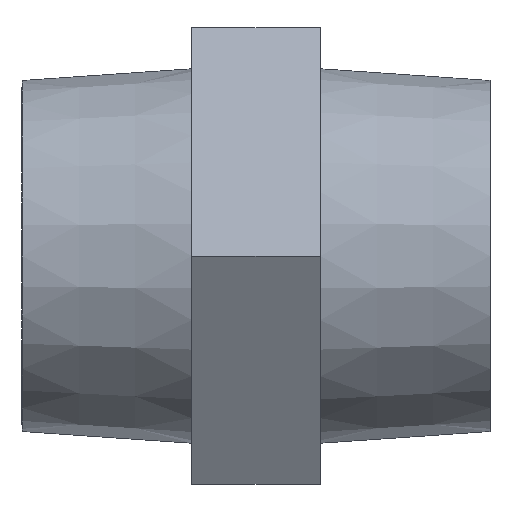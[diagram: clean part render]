
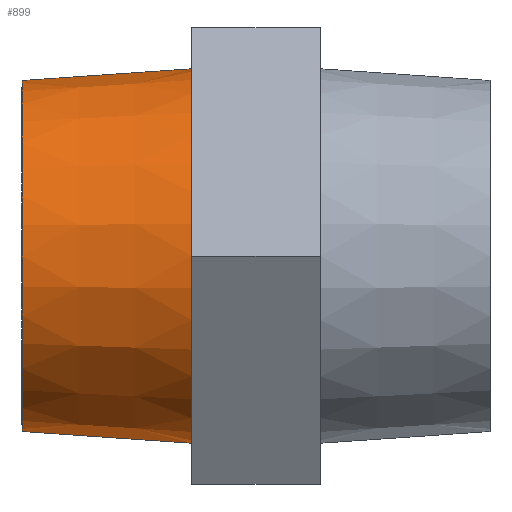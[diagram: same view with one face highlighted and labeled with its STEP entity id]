
A CAD part, left-side view. The second image highlights one B-rep face of the part: STEP entity #899.
In plain terms, the highlighted conical face has half-angle 3.945 degrees and reference radius 16 mm.
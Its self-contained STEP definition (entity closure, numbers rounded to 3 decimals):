
#14 = EDGE_CURVE ( 'NONE', #961, #2878, #2054, .T. ) ;
#234 = VERTEX_POINT ( 'NONE', #2223 ) ;
#235 = EDGE_CURVE ( 'NONE', #961, #874, #2856, .T. ) ;
#277 = EDGE_CURVE ( 'NONE', #2878, #234, #987, .T. ) ;
#453 = EDGE_CURVE ( 'NONE', #874, #234, #3107, .T. ) ;
#522 = CARTESIAN_POINT ( 'NONE',  ( 0., 20., -15. ) ) ;
#540 = DIRECTION ( 'NONE',  ( 0., -1., 0. ) ) ;
#580 = CARTESIAN_POINT ( 'NONE',  ( 0., 5.5, -16. ) ) ;
#589 = ORIENTED_EDGE ( 'NONE', *, *, #235, .T. ) ;
#673 = AXIS2_PLACEMENT_3D ( 'NONE', #3029, #1468, #998 ) ;
#751 = CARTESIAN_POINT ( 'NONE',  ( 0., 20., 0. ) ) ;
#874 = VERTEX_POINT ( 'NONE', #522 ) ;
#899 = ADVANCED_FACE ( 'NONE', ( #1220 ), #910, .T. ) ;
#910 = CONICAL_SURFACE ( 'NONE', #2205, 16., 0.069 ) ;
#961 = VERTEX_POINT ( 'NONE', #1237 ) ;
#986 = EDGE_LOOP ( 'NONE', ( #1690, #589, #1253, #1184 ) ) ;
#987 = CIRCLE ( 'NONE', #673, 16. ) ;
#998 = DIRECTION ( 'NONE',  ( 0., 0., -1. ) ) ;
#1184 = ORIENTED_EDGE ( 'NONE', *, *, #277, .F. ) ;
#1220 = FACE_OUTER_BOUND ( 'NONE', #986, .T. ) ;
#1237 = CARTESIAN_POINT ( 'NONE',  ( 0., 20., 15. ) ) ;
#1245 = AXIS2_PLACEMENT_3D ( 'NONE', #751, #540, #2010 ) ;
#1253 = ORIENTED_EDGE ( 'NONE', *, *, #453, .T. ) ;
#1468 = DIRECTION ( 'NONE',  ( 0., -1., 0. ) ) ;
#1498 = DIRECTION ( 'NONE',  ( 0., -1., 0. ) ) ;
#1545 = DIRECTION ( 'NONE',  ( 0., -0.998, -0.069 ) ) ;
#1670 = VECTOR ( 'NONE', #2598, 1000. ) ;
#1690 = ORIENTED_EDGE ( 'NONE', *, *, #14, .F. ) ;
#2010 = DIRECTION ( 'NONE',  ( 0., 0., -1. ) ) ;
#2054 = LINE ( 'NONE', #2867, #1670 ) ;
#2205 = AXIS2_PLACEMENT_3D ( 'NONE', #2701, #1498, #2985 ) ;
#2223 = CARTESIAN_POINT ( 'NONE',  ( 0., 5.5, -16. ) ) ;
#2326 = VECTOR ( 'NONE', #1545, 1000. ) ;
#2598 = DIRECTION ( 'NONE',  ( 0., -0.998, 0.069 ) ) ;
#2701 = CARTESIAN_POINT ( 'NONE',  ( 0., 5.5, 0. ) ) ;
#2741 = CARTESIAN_POINT ( 'NONE',  ( 0., 5.5, 16. ) ) ;
#2856 = CIRCLE ( 'NONE', #1245, 15. ) ;
#2867 = CARTESIAN_POINT ( 'NONE',  ( 0., 5.5, 16. ) ) ;
#2878 = VERTEX_POINT ( 'NONE', #2741 ) ;
#2985 = DIRECTION ( 'NONE',  ( 0., 0., -1. ) ) ;
#3029 = CARTESIAN_POINT ( 'NONE',  ( 0., 5.5, 0. ) ) ;
#3107 = LINE ( 'NONE', #580, #2326 ) ;
